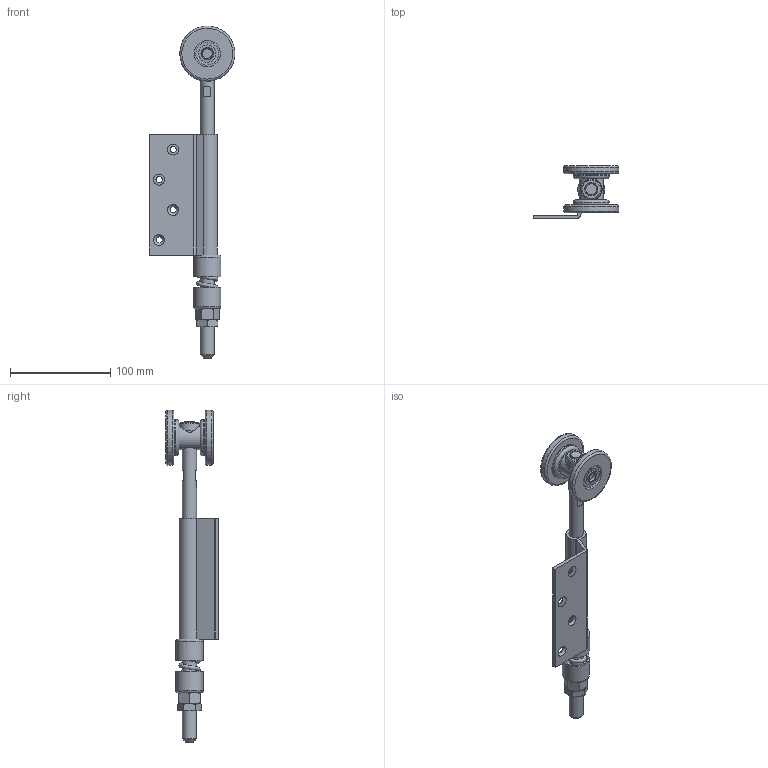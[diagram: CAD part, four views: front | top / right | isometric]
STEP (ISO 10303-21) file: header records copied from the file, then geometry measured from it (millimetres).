
FILE_DESCRIPTION(/* description */ (''),/* implementation_level */ '2;1');
FILE_NAME(/* name */ '0362E.stp',/* time_stamp */ '2022-02-02T09:14:40+01:00',/* author */ ('Giuliano'),/* organization */ (''),/* preprocessor_version */ 'ST-DEVELOPER v18.1',/* originating_system */ 'Autodesk Inventor 2021',/* authorisation */ '');
FILE_SCHEMA (('AUTOMOTIVE_DESIGN { 1 0 10303 214 3 1 1 }'));
Length unit declared in the file: millimetre
Products named in the file (1): Pièce1
Bounding box: 85.5 x 52 x 330.5 mm (x, y, z)
Volume: 152143.4 mm3; surface area: 85977.8 mm2
Topology: 30 solids, 32 shells, 241 faces, 600 edges, 382 vertices
Faces by surface type: plane 78, torus 76, cylinder 59, sphere 16, cone 9, bspline 3
Full cylindrical faces by diameter (mm): 6.2 x4, 9.5 x2, 10.9 x1, 11.1 x1, 11.8 x2, 11.835 x2, 12 x2, 14 x1, 14.2 x2, 14.5 x1, 14.6 x1, 17.216 x8, 20 x2, 21.5 x1, 22.784 x8, 24 x3, 26 x4, 27 x2, 28 x4, 36 x2
Entity records: 8994 total; most frequent: CARTESIAN_POINT 2968, DIRECTION 1375, ORIENTED_EDGE 1136, AXIS2_PLACEMENT_3D 622, EDGE_CURVE 568, VERTEX_POINT 414, CIRCLE 383, EDGE_LOOP 298
